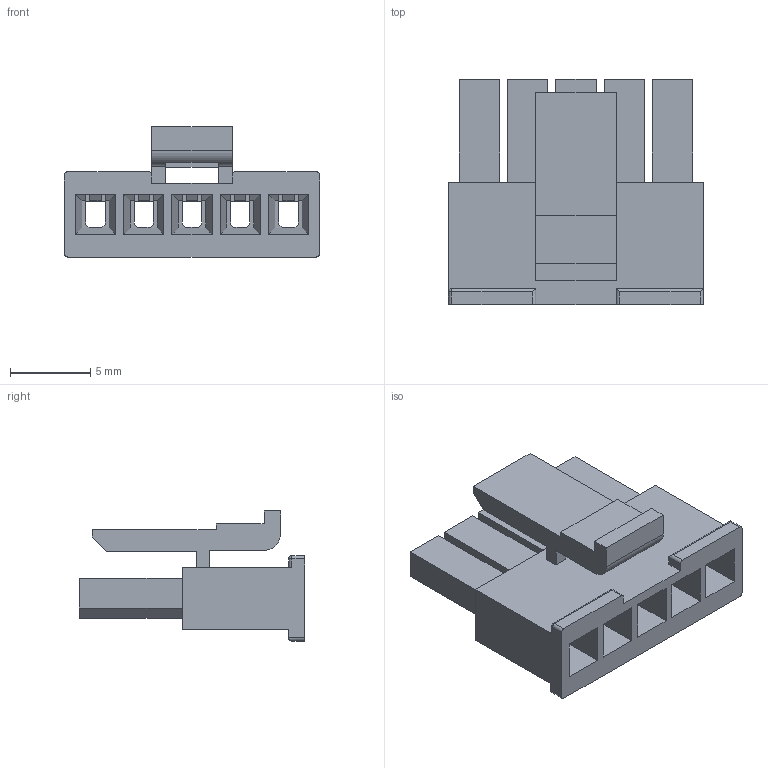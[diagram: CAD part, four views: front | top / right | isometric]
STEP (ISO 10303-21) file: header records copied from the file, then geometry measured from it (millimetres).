
FILE_DESCRIPTION(/* description */ ('Unknown'),/* implementation_level */ '2;1');
FILE_NAME(/* name */ '662005013322',/* time_stamp */ '2019-08-20T09:27:16+02:00',/* author */ ('Unknown'),/* organization */ ('Unknown'),/* preprocessor_version */ 'ST-DEVELOPER v16.7',/* originating_system */ 'DEX',/* authorisation */ $);
FILE_SCHEMA (('AUTOMOTIVE_DESIGN {1 0 10303 214 3 1 1}'));
Length unit declared in the file: millimetre
Products named in the file (2): 6620xx013322; 662005013322
Assembly tree (1 placements, depth 2):
  6620xx013322
    662005013322
Bounding box: 15.85 x 14 x 8.08 mm (x, y, z)
Volume: 471.7 mm3; surface area: 1481.6 mm2
Topology: 1 solids, 1 shells, 260 faces, 687 edges, 438 vertices
Faces by surface type: plane 248, cylinder 11, sphere 1
Entity records: 7878 total; most frequent: CARTESIAN_POINT 1386, ORIENTED_EDGE 1372, DIRECTION 1229, EDGE_CURVE 686, LINE 667, VECTOR 667, VERTEX_POINT 438, EDGE_LOOP 282
